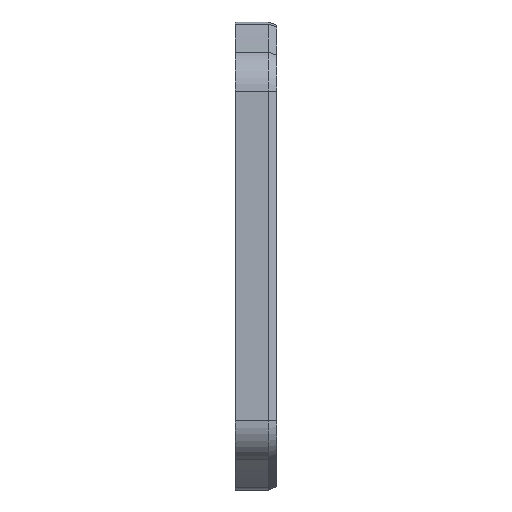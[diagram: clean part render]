
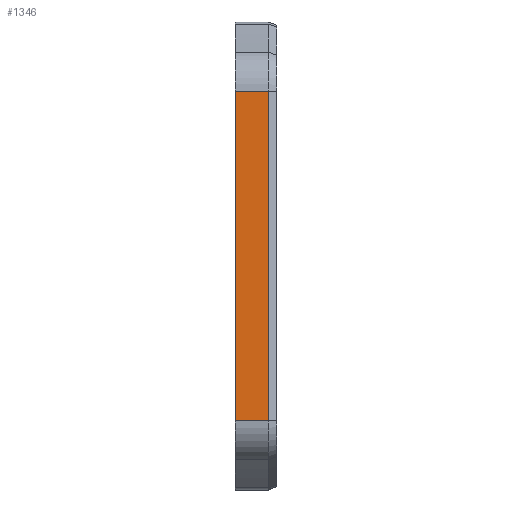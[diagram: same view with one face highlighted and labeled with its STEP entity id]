
A CAD part, left-side view. The second image highlights one B-rep face of the part: STEP entity #1346.
In plain terms, the highlighted planar face has unit normal (-1, 0, 0).
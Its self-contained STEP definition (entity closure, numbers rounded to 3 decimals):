
#387 = DIRECTION ( 'NONE',  ( 0., -1., 0. ) ) ;
#521 = LINE ( 'NONE', #2659, #5094 ) ;
#578 = ORIENTED_EDGE ( 'NONE', *, *, #1613, .T. ) ;
#616 = LINE ( 'NONE', #6467, #5653 ) ;
#672 = VERTEX_POINT ( 'NONE', #4203 ) ;
#709 = CARTESIAN_POINT ( 'NONE',  ( -2.2, 8., 6. ) ) ;
#725 = PLANE ( 'NONE',  #1261 ) ;
#844 = VECTOR ( 'NONE', #3090, 1000. ) ;
#1218 = CARTESIAN_POINT ( 'NONE',  ( -2.2, 8., 6. ) ) ;
#1243 = CARTESIAN_POINT ( 'NONE',  ( -2.2, 8., 6. ) ) ;
#1261 = AXIS2_PLACEMENT_3D ( 'NONE', #1243, #4842, #1839 ) ;
#1346 = ADVANCED_FACE ( 'NONE', ( #6037 ), #725, .F. ) ;
#1438 = ORIENTED_EDGE ( 'NONE', *, *, #4072, .F. ) ;
#1613 = EDGE_CURVE ( 'NONE', #672, #3889, #521, .T. ) ;
#1839 = DIRECTION ( 'NONE',  ( 0., 0., -1. ) ) ;
#1919 = DIRECTION ( 'NONE',  ( 0., -1., 0. ) ) ;
#1968 = EDGE_LOOP ( 'NONE', ( #4064, #578, #1438, #4613 ) ) ;
#2264 = LINE ( 'NONE', #5605, #2527 ) ;
#2527 = VECTOR ( 'NONE', #1919, 1000. ) ;
#2636 = CARTESIAN_POINT ( 'NONE',  ( -2.2, 8., 68.8 ) ) ;
#2659 = CARTESIAN_POINT ( 'NONE',  ( -2.2, 1.648, 6. ) ) ;
#3090 = DIRECTION ( 'NONE',  ( 0., 0., 1. ) ) ;
#3889 = VERTEX_POINT ( 'NONE', #6948 ) ;
#4064 = ORIENTED_EDGE ( 'NONE', *, *, #5168, .T. ) ;
#4072 = EDGE_CURVE ( 'NONE', #6795, #3889, #616, .T. ) ;
#4203 = CARTESIAN_POINT ( 'NONE',  ( -2.2, 1.648, 6. ) ) ;
#4613 = ORIENTED_EDGE ( 'NONE', *, *, #7112, .F. ) ;
#4842 = DIRECTION ( 'NONE',  ( 1., 0., 0. ) ) ;
#4906 = VERTEX_POINT ( 'NONE', #709 ) ;
#5094 = VECTOR ( 'NONE', #5122, 1000. ) ;
#5122 = DIRECTION ( 'NONE',  ( 0., 0., 1. ) ) ;
#5168 = EDGE_CURVE ( 'NONE', #4906, #672, #2264, .T. ) ;
#5605 = CARTESIAN_POINT ( 'NONE',  ( -2.2, 8., 6. ) ) ;
#5653 = VECTOR ( 'NONE', #387, 1000. ) ;
#6037 = FACE_OUTER_BOUND ( 'NONE', #1968, .T. ) ;
#6453 = LINE ( 'NONE', #1218, #844 ) ;
#6467 = CARTESIAN_POINT ( 'NONE',  ( -2.2, 8., 68.8 ) ) ;
#6795 = VERTEX_POINT ( 'NONE', #2636 ) ;
#6948 = CARTESIAN_POINT ( 'NONE',  ( -2.2, 1.648, 68.8 ) ) ;
#7112 = EDGE_CURVE ( 'NONE', #4906, #6795, #6453, .T. ) ;
